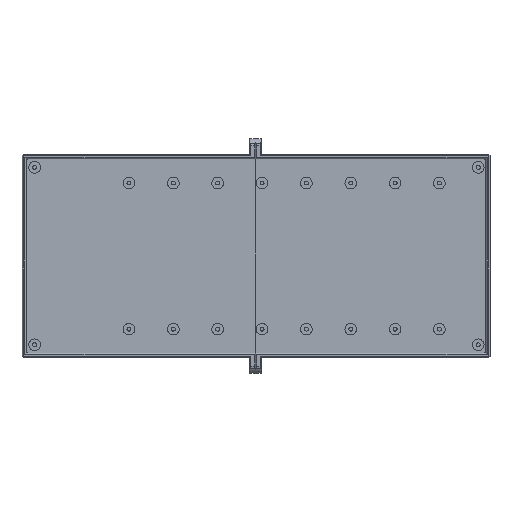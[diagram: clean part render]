
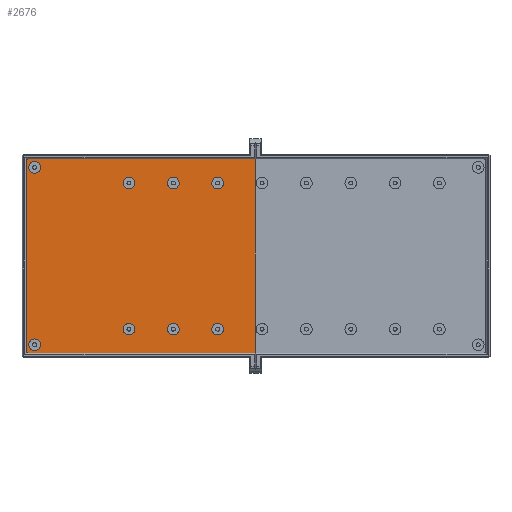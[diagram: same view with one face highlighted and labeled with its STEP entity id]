
A CAD part, top view. The second image highlights one B-rep face of the part: STEP entity #2676.
In plain terms, the highlighted planar face has unit normal (0, 0, 1).
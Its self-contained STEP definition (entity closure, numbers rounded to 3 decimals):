
#17=FACE_BOUND('',#383,.T.);
#18=FACE_BOUND('',#384,.T.);
#19=FACE_BOUND('',#385,.T.);
#20=FACE_BOUND('',#386,.T.);
#21=FACE_BOUND('',#387,.T.);
#22=FACE_BOUND('',#388,.T.);
#23=FACE_BOUND('',#389,.T.);
#24=FACE_BOUND('',#390,.T.);
#70=PLANE('',#2879);
#200=FACE_OUTER_BOUND('',#382,.T.);
#382=EDGE_LOOP('',(#1877,#1878,#1879,#1880,#1881,#1882));
#383=EDGE_LOOP('',(#1883));
#384=EDGE_LOOP('',(#1884));
#385=EDGE_LOOP('',(#1885));
#386=EDGE_LOOP('',(#1886));
#387=EDGE_LOOP('',(#1887));
#388=EDGE_LOOP('',(#1888));
#389=EDGE_LOOP('',(#1889));
#390=EDGE_LOOP('',(#1890));
#613=CIRCLE('',#2872,2.);
#614=CIRCLE('',#2877,2.);
#615=CIRCLE('',#2880,5.);
#616=CIRCLE('',#2881,5.);
#617=CIRCLE('',#2882,5.);
#618=CIRCLE('',#2883,5.);
#619=CIRCLE('',#2884,5.);
#620=CIRCLE('',#2885,5.);
#621=CIRCLE('',#2886,5.);
#622=CIRCLE('',#2887,5.);
#719=LINE('',#4066,#969);
#723=LINE('',#4080,#973);
#724=LINE('',#4082,#974);
#725=LINE('',#4083,#975);
#969=VECTOR('',#3194,10.);
#973=VECTOR('',#3208,10.);
#974=VECTOR('',#3209,10.);
#975=VECTOR('',#3210,10.);
#1243=VERTEX_POINT('',#4057);
#1244=VERTEX_POINT('',#4059);
#1246=VERTEX_POINT('',#4065);
#1249=VERTEX_POINT('',#4073);
#1251=VERTEX_POINT('',#4079);
#1252=VERTEX_POINT('',#4081);
#1253=VERTEX_POINT('',#4084);
#1254=VERTEX_POINT('',#4086);
#1255=VERTEX_POINT('',#4088);
#1256=VERTEX_POINT('',#4090);
#1257=VERTEX_POINT('',#4092);
#1258=VERTEX_POINT('',#4094);
#1259=VERTEX_POINT('',#4096);
#1260=VERTEX_POINT('',#4098);
#1487=EDGE_CURVE('',#1244,#1243,#613,.T.);
#1490=EDGE_CURVE('',#1244,#1246,#719,.T.);
#1494=EDGE_CURVE('',#1249,#1246,#614,.T.);
#1497=EDGE_CURVE('',#1251,#1243,#723,.T.);
#1498=EDGE_CURVE('',#1252,#1251,#724,.T.);
#1499=EDGE_CURVE('',#1249,#1252,#725,.T.);
#1500=EDGE_CURVE('',#1253,#1253,#615,.T.);
#1501=EDGE_CURVE('',#1254,#1254,#616,.T.);
#1502=EDGE_CURVE('',#1255,#1255,#617,.T.);
#1503=EDGE_CURVE('',#1256,#1256,#618,.T.);
#1504=EDGE_CURVE('',#1257,#1257,#619,.T.);
#1505=EDGE_CURVE('',#1258,#1258,#620,.T.);
#1506=EDGE_CURVE('',#1259,#1259,#621,.T.);
#1507=EDGE_CURVE('',#1260,#1260,#622,.T.);
#1877=ORIENTED_EDGE('',*,*,#1487,.T.);
#1878=ORIENTED_EDGE('',*,*,#1497,.F.);
#1879=ORIENTED_EDGE('',*,*,#1498,.F.);
#1880=ORIENTED_EDGE('',*,*,#1499,.F.);
#1881=ORIENTED_EDGE('',*,*,#1494,.T.);
#1882=ORIENTED_EDGE('',*,*,#1490,.F.);
#1883=ORIENTED_EDGE('',*,*,#1500,.T.);
#1884=ORIENTED_EDGE('',*,*,#1501,.T.);
#1885=ORIENTED_EDGE('',*,*,#1502,.T.);
#1886=ORIENTED_EDGE('',*,*,#1503,.T.);
#1887=ORIENTED_EDGE('',*,*,#1504,.T.);
#1888=ORIENTED_EDGE('',*,*,#1505,.T.);
#1889=ORIENTED_EDGE('',*,*,#1506,.T.);
#1890=ORIENTED_EDGE('',*,*,#1507,.T.);
#2676=ADVANCED_FACE('',(#200,#17,#18,#19,#20,#21,#22,#23,#24),#70,.F.);
#2872=AXIS2_PLACEMENT_3D('',#4060,#3187,#3188);
#2877=AXIS2_PLACEMENT_3D('',#4074,#3201,#3202);
#2879=AXIS2_PLACEMENT_3D('',#4078,#3206,#3207);
#2880=AXIS2_PLACEMENT_3D('',#4085,#3211,#3212);
#2881=AXIS2_PLACEMENT_3D('',#4087,#3213,#3214);
#2882=AXIS2_PLACEMENT_3D('',#4089,#3215,#3216);
#2883=AXIS2_PLACEMENT_3D('',#4091,#3217,#3218);
#2884=AXIS2_PLACEMENT_3D('',#4093,#3219,#3220);
#2885=AXIS2_PLACEMENT_3D('',#4095,#3221,#3222);
#2886=AXIS2_PLACEMENT_3D('',#4097,#3223,#3224);
#2887=AXIS2_PLACEMENT_3D('',#4099,#3225,#3226);
#3187=DIRECTION('center_axis',(0.,0.,1.));
#3188=DIRECTION('ref_axis',(-0.707,-0.707,0.));
#3194=DIRECTION('',(0.,1.,0.));
#3201=DIRECTION('center_axis',(0.,0.,1.));
#3202=DIRECTION('ref_axis',(-0.707,0.707,0.));
#3206=DIRECTION('center_axis',(0.,0.,-1.));
#3207=DIRECTION('ref_axis',(1.,0.,0.));
#3208=DIRECTION('',(-1.,0.,0.));
#3209=DIRECTION('',(0.,-1.,0.));
#3210=DIRECTION('',(1.,0.,0.));
#3211=DIRECTION('center_axis',(0.,0.,-1.));
#3212=DIRECTION('ref_axis',(-1.,0.,0.));
#3213=DIRECTION('center_axis',(0.,0.,-1.));
#3214=DIRECTION('ref_axis',(-1.,0.,0.));
#3215=DIRECTION('center_axis',(0.,0.,-1.));
#3216=DIRECTION('ref_axis',(-1.,0.,0.));
#3217=DIRECTION('center_axis',(0.,0.,-1.));
#3218=DIRECTION('ref_axis',(-1.,0.,0.));
#3219=DIRECTION('center_axis',(0.,0.,-1.));
#3220=DIRECTION('ref_axis',(-1.,0.,0.));
#3221=DIRECTION('center_axis',(0.,0.,-1.));
#3222=DIRECTION('ref_axis',(-1.,0.,0.));
#3223=DIRECTION('center_axis',(0.,0.,-1.));
#3224=DIRECTION('ref_axis',(-1.,0.,0.));
#3225=DIRECTION('center_axis',(0.,0.,-1.));
#3226=DIRECTION('ref_axis',(-1.,0.,0.));
#4057=CARTESIAN_POINT('',(0.848,0.,0.));
#4059=CARTESIAN_POINT('',(-1.152,2.,0.));
#4060=CARTESIAN_POINT('Origin',(0.848,2.,0.));
#4065=CARTESIAN_POINT('',(-1.152,165.,0.));
#4066=CARTESIAN_POINT('',(-1.152,167.,0.));
#4073=CARTESIAN_POINT('',(0.848,167.,0.));
#4074=CARTESIAN_POINT('Origin',(0.848,165.,0.));
#4078=CARTESIAN_POINT('Origin',(196.348,83.5,0.));
#4079=CARTESIAN_POINT('',(195.848,0.,0.));
#4080=CARTESIAN_POINT('',(-1.152,0.,0.));
#4081=CARTESIAN_POINT('',(195.848,167.,0.));
#4082=CARTESIAN_POINT('',(195.848,83.5,0.));
#4083=CARTESIAN_POINT('',(393.848,167.,0.));
#4084=CARTESIAN_POINT('',(130.324,20.712,0.));
#4085=CARTESIAN_POINT('Origin',(125.324,20.712,0.));
#4086=CARTESIAN_POINT('',(92.224,146.188,0.));
#4087=CARTESIAN_POINT('Origin',(87.224,146.188,0.));
#4088=CARTESIAN_POINT('',(130.324,146.188,0.));
#4089=CARTESIAN_POINT('Origin',(125.324,146.188,0.));
#4090=CARTESIAN_POINT('',(168.424,20.712,0.));
#4091=CARTESIAN_POINT('Origin',(163.424,20.712,0.));
#4092=CARTESIAN_POINT('',(92.224,20.712,0.));
#4093=CARTESIAN_POINT('Origin',(87.224,20.712,0.));
#4094=CARTESIAN_POINT('',(168.424,146.188,0.));
#4095=CARTESIAN_POINT('Origin',(163.424,146.188,0.));
#4096=CARTESIAN_POINT('',(11.198,7.25,0.));
#4097=CARTESIAN_POINT('Origin',(6.198,7.25,0.));
#4098=CARTESIAN_POINT('',(11.198,159.65,0.));
#4099=CARTESIAN_POINT('Origin',(6.198,159.65,0.));
